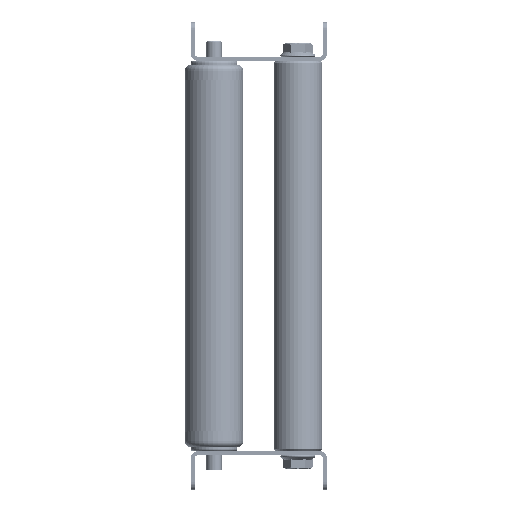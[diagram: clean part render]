
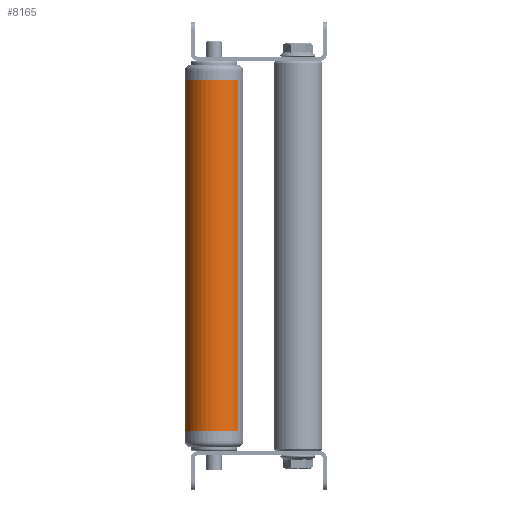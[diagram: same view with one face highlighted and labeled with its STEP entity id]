
A CAD part, left-side view. The second image highlights one B-rep face of the part: STEP entity #8165.
In plain terms, the highlighted cylindrical face has radius 15 mm (diameter 30 mm), a partial arc.
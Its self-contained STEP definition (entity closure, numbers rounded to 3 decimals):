
#205 = DIRECTION ( 'NONE',  ( 0., 0., -1. ) ) ;
#399 = CARTESIAN_POINT ( 'NONE',  ( 180., 0., 0. ) ) ;
#1871 = ORIENTED_EDGE ( 'NONE', *, *, #6216, .F. ) ;
#4238 = CARTESIAN_POINT ( 'NONE',  ( 180., 0., 0. ) ) ;
#4431 = DIRECTION ( 'NONE',  ( 0., 0., 1. ) ) ;
#4643 = AXIS2_PLACEMENT_3D ( 'NONE', #4238, #29643, #4431 ) ;
#4903 = CIRCLE ( 'NONE', #28403, 15. ) ;
#4957 = ORIENTED_EDGE ( 'NONE', *, *, #18271, .F. ) ;
#6216 = EDGE_CURVE ( 'NONE', #30357, #22585, #10362, .T. ) ;
#7902 = DIRECTION ( 'NONE',  ( -1., 0., 0. ) ) ;
#8165 = ADVANCED_FACE ( 'NONE', ( #35198 ), #29457, .T. ) ;
#9781 = AXIS2_PLACEMENT_3D ( 'NONE', #399, #28376, #205 ) ;
#10264 = VERTEX_POINT ( 'NONE', #22534 ) ;
#10362 = CIRCLE ( 'NONE', #9781, 15. ) ;
#14411 = DIRECTION ( 'NONE',  ( -1., 0., 0. ) ) ;
#16571 = VECTOR ( 'NONE', #7902, 1000. ) ;
#16792 = DIRECTION ( 'NONE',  ( 0., 0., -1. ) ) ;
#17159 = CARTESIAN_POINT ( 'NONE',  ( 180., 0., 15. ) ) ;
#17762 = VECTOR ( 'NONE', #14411, 1000. ) ;
#18271 = EDGE_CURVE ( 'NONE', #22585, #10264, #31354, .T. ) ;
#19139 = CARTESIAN_POINT ( 'NONE',  ( 180., 0., -15. ) ) ;
#19920 = DIRECTION ( 'NONE',  ( 1., 0., 0. ) ) ;
#22534 = CARTESIAN_POINT ( 'NONE',  ( 0., 0., 15. ) ) ;
#22585 = VERTEX_POINT ( 'NONE', #26481 ) ;
#23174 = ORIENTED_EDGE ( 'NONE', *, *, #32186, .T. ) ;
#23217 = ORIENTED_EDGE ( 'NONE', *, *, #30990, .T. ) ;
#26260 = EDGE_LOOP ( 'NONE', ( #1871, #23217, #23174, #4957 ) ) ;
#26481 = CARTESIAN_POINT ( 'NONE',  ( 180., 0., 15. ) ) ;
#28376 = DIRECTION ( 'NONE',  ( 1., 0., 0. ) ) ;
#28403 = AXIS2_PLACEMENT_3D ( 'NONE', #36360, #19920, #16792 ) ;
#29457 = CYLINDRICAL_SURFACE ( 'NONE', #4643, 15. ) ;
#29643 = DIRECTION ( 'NONE',  ( -1., 0., 0. ) ) ;
#30235 = VERTEX_POINT ( 'NONE', #31784 ) ;
#30357 = VERTEX_POINT ( 'NONE', #31568 ) ;
#30990 = EDGE_CURVE ( 'NONE', #30357, #30235, #33352, .T. ) ;
#31354 = LINE ( 'NONE', #17159, #17762 ) ;
#31568 = CARTESIAN_POINT ( 'NONE',  ( 180., 0., -15. ) ) ;
#31784 = CARTESIAN_POINT ( 'NONE',  ( 0., 0., -15. ) ) ;
#32186 = EDGE_CURVE ( 'NONE', #30235, #10264, #4903, .T. ) ;
#33352 = LINE ( 'NONE', #19139, #16571 ) ;
#35198 = FACE_OUTER_BOUND ( 'NONE', #26260, .T. ) ;
#36360 = CARTESIAN_POINT ( 'NONE',  ( 0., 0., 0. ) ) ;
